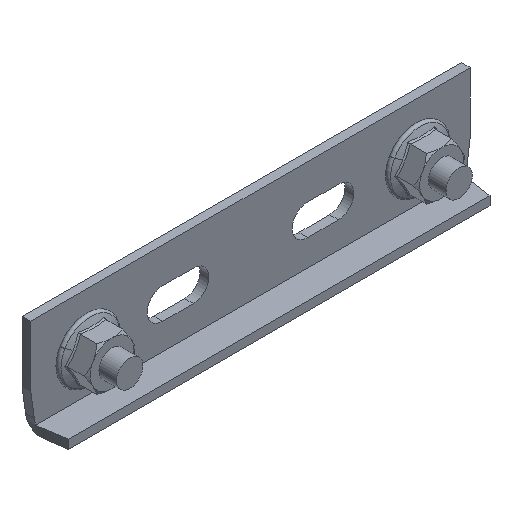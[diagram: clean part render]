
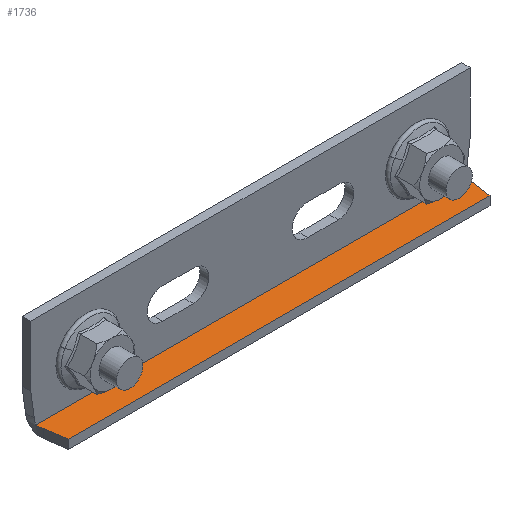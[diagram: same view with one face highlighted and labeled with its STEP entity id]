
A CAD part, isometric view. The second image highlights one B-rep face of the part: STEP entity #1736.
In plain terms, the highlighted planar face has unit normal (0, 0, 1).
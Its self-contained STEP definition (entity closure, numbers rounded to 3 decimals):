
#84 = VECTOR ( 'NONE', #2130, 1000. ) ;
#116 = LINE ( 'NONE', #2561, #644 ) ;
#163 = CARTESIAN_POINT ( 'NONE',  ( -48.923, 1.248, -1.5 ) ) ;
#191 = ORIENTED_EDGE ( 'NONE', *, *, #311, .T. ) ;
#196 = ORIENTED_EDGE ( 'NONE', *, *, #2375, .T. ) ;
#207 = ORIENTED_EDGE ( 'NONE', *, *, #1872, .T. ) ;
#252 = VERTEX_POINT ( 'NONE', #1819 ) ;
#265 = LINE ( 'NONE', #1917, #1675 ) ;
#288 = CARTESIAN_POINT ( 'NONE',  ( -48.703, 0., -1.5 ) ) ;
#311 = EDGE_CURVE ( 'NONE', #2070, #1264, #1035, .T. ) ;
#373 = CARTESIAN_POINT ( 'NONE',  ( -48.755, 0.248, -1.5 ) ) ;
#430 = VECTOR ( 'NONE', #951, 1000. ) ;
#523 = LINE ( 'NONE', #1107, #430 ) ;
#560 = AXIS2_PLACEMENT_3D ( 'NONE', #2391, #1967, #2363 ) ;
#644 = VECTOR ( 'NONE', #1346, 1000. ) ;
#736 = FACE_OUTER_BOUND ( 'NONE', #2212, .T. ) ;
#877 = CARTESIAN_POINT ( 'NONE',  ( -48.949, 1.5, -1.5 ) ) ;
#903 = VERTEX_POINT ( 'NONE', #288 ) ;
#951 = DIRECTION ( 'NONE',  ( 0.139, 0.99, 0. ) ) ;
#983 = CARTESIAN_POINT ( 'NONE',  ( 48.703, 0., -1.5 ) ) ;
#1021 = ORIENTED_EDGE ( 'NONE', *, *, #2025, .T. ) ;
#1035 = B_SPLINE_CURVE_WITH_KNOTS ( 'NONE', 3,
 ( #983, #2444, #1593, #1443, #2653, #1838 ),
 .UNSPECIFIED., .F., .F.,
 ( 4, 2, 4 ),
 ( 0.001, 0.002, 0.003 ),
 .UNSPECIFIED. ) ;
#1069 = CARTESIAN_POINT ( 'NONE',  ( 48.949, 1.5, -1.5 ) ) ;
#1107 = CARTESIAN_POINT ( 'NONE',  ( 50., 9.231, -1.5 ) ) ;
#1243 = ORIENTED_EDGE ( 'NONE', *, *, #1814, .F. ) ;
#1264 = VERTEX_POINT ( 'NONE', #1069 ) ;
#1346 = DIRECTION ( 'NONE',  ( -1., 0., 0. ) ) ;
#1373 = B_SPLINE_CURVE_WITH_KNOTS ( 'NONE', 3,
 ( #2417, #373, #1394, #2020, #163, #877 ),
 .UNSPECIFIED., .F., .F.,
 ( 4, 2, 4 ),
 ( 0.001, 0.002, 0.003 ),
 .UNSPECIFIED. ) ;
#1380 = PLANE ( 'NONE',  #560 ) ;
#1394 = CARTESIAN_POINT ( 'NONE',  ( -48.806, 0.496, -1.5 ) ) ;
#1443 = CARTESIAN_POINT ( 'NONE',  ( 48.889, 0.996, -1.5 ) ) ;
#1495 = DIRECTION ( 'NONE',  ( -1., 0., 0. ) ) ;
#1521 = ORIENTED_EDGE ( 'NONE', *, *, #1629, .F. ) ;
#1593 = CARTESIAN_POINT ( 'NONE',  ( 48.806, 0.496, -1.5 ) ) ;
#1629 = EDGE_CURVE ( 'NONE', #2655, #2502, #265, .T. ) ;
#1675 = VECTOR ( 'NONE', #1495, 1000. ) ;
#1694 = CARTESIAN_POINT ( 'NONE',  ( 48., -5., -1.5 ) ) ;
#1736 = ADVANCED_FACE ( 'NONE', ( #736 ), #1380, .T. ) ;
#1814 = EDGE_CURVE ( 'NONE', #903, #252, #1373, .T. ) ;
#1819 = CARTESIAN_POINT ( 'NONE',  ( -48.949, 1.5, -1.5 ) ) ;
#1838 = CARTESIAN_POINT ( 'NONE',  ( 48.949, 1.5, -1.5 ) ) ;
#1872 = EDGE_CURVE ( 'NONE', #903, #2502, #2520, .T. ) ;
#1917 = CARTESIAN_POINT ( 'NONE',  ( 50., -5., -1.5 ) ) ;
#1967 = DIRECTION ( 'NONE',  ( 0., 0., 1. ) ) ;
#2020 = CARTESIAN_POINT ( 'NONE',  ( -48.889, 0.996, -1.5 ) ) ;
#2025 = EDGE_CURVE ( 'NONE', #1264, #252, #116, .T. ) ;
#2070 = VERTEX_POINT ( 'NONE', #2650 ) ;
#2092 = CARTESIAN_POINT ( 'NONE',  ( -50., 9.231, -1.5 ) ) ;
#2130 = DIRECTION ( 'NONE',  ( 0.139, -0.99, 0. ) ) ;
#2212 = EDGE_LOOP ( 'NONE', ( #196, #191, #1021, #1243, #207, #1521 ) ) ;
#2363 = DIRECTION ( 'NONE',  ( 1., 0., 0. ) ) ;
#2375 = EDGE_CURVE ( 'NONE', #2655, #2070, #523, .T. ) ;
#2391 = CARTESIAN_POINT ( 'NONE',  ( 50., -5., -1.5 ) ) ;
#2410 = CARTESIAN_POINT ( 'NONE',  ( -48., -5., -1.5 ) ) ;
#2417 = CARTESIAN_POINT ( 'NONE',  ( -48.703, 0., -1.5 ) ) ;
#2444 = CARTESIAN_POINT ( 'NONE',  ( 48.755, 0.248, -1.5 ) ) ;
#2502 = VERTEX_POINT ( 'NONE', #2410 ) ;
#2520 = LINE ( 'NONE', #2092, #84 ) ;
#2561 = CARTESIAN_POINT ( 'NONE',  ( 50., 1.5, -1.5 ) ) ;
#2650 = CARTESIAN_POINT ( 'NONE',  ( 48.703, 0., -1.5 ) ) ;
#2653 = CARTESIAN_POINT ( 'NONE',  ( 48.923, 1.248, -1.5 ) ) ;
#2655 = VERTEX_POINT ( 'NONE', #1694 ) ;
